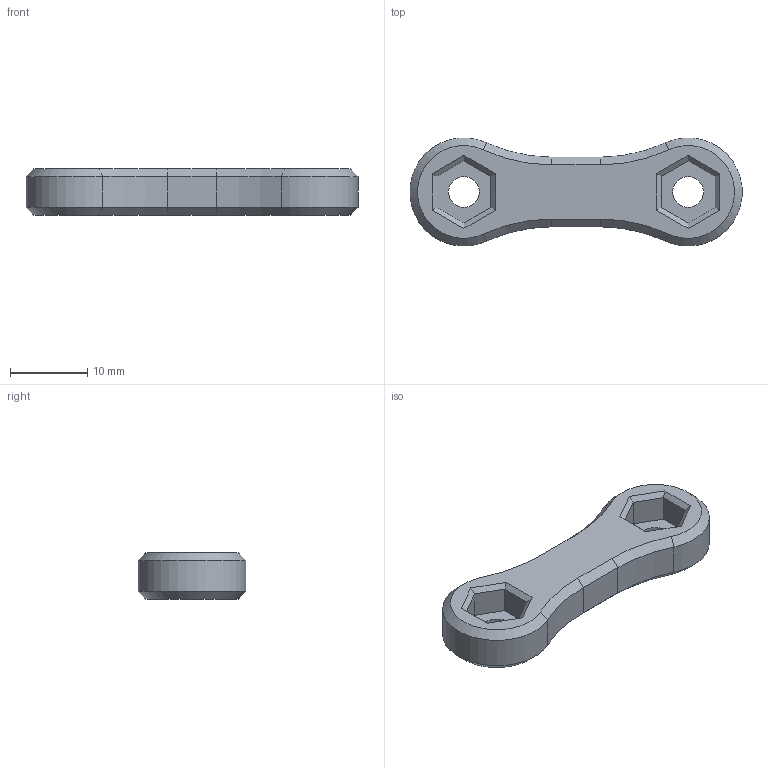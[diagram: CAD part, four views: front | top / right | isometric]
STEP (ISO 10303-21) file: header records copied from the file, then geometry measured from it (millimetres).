
FILE_DESCRIPTION(/* description */ ('STEP AP242','CAx-IF Rec.Pracs.---Representation and Presentation of Product Manufacturing Information (PMI)---4.0---2014-10-13','CAx-IF Rec.Pracs.---3D Tessellated Geometry---0.4---2014-09-14','2;1'),/* implementation_level */ '2;1');
FILE_NAME(/* name */ '66269bf991e9d016f1937296',/* time_stamp */ '2024-04-22T17:18:49Z',/* author */ (''),/* organization */ (''),/* preprocessor_version */ 'ST-DEVELOPER v20',/* originating_system */ ' ',/* authorisation */ ' ');
FILE_SCHEMA (('AP242_MANAGED_MODEL_BASED_3D_ENGINEERING_MIM_LF { 1 0 10303 442 1 1 4 }'));
Length unit declared in the file: metre
Products named in the file (1): PitClamp_v3_Dogbone_Nuts
Bounding box: 42.95 x 13.95 x 6 mm (x, y, z)
Volume: 2273 mm3; surface area: 1599.2 mm2
Topology: 1 solids, 1 shells, 54 faces, 122 edges, 72 vertices
Faces by surface type: plane 34, cone 12, cylinder 8
Full cylindrical faces by diameter (mm): 4 x2
Entity records: 1490 total; most frequent: DIRECTION 258, CARTESIAN_POINT 247, ORIENTED_EDGE 240, EDGE_CURVE 120, LINE 92, VECTOR 92, AXIS2_PLACEMENT_3D 83, VERTEX_POINT 72
